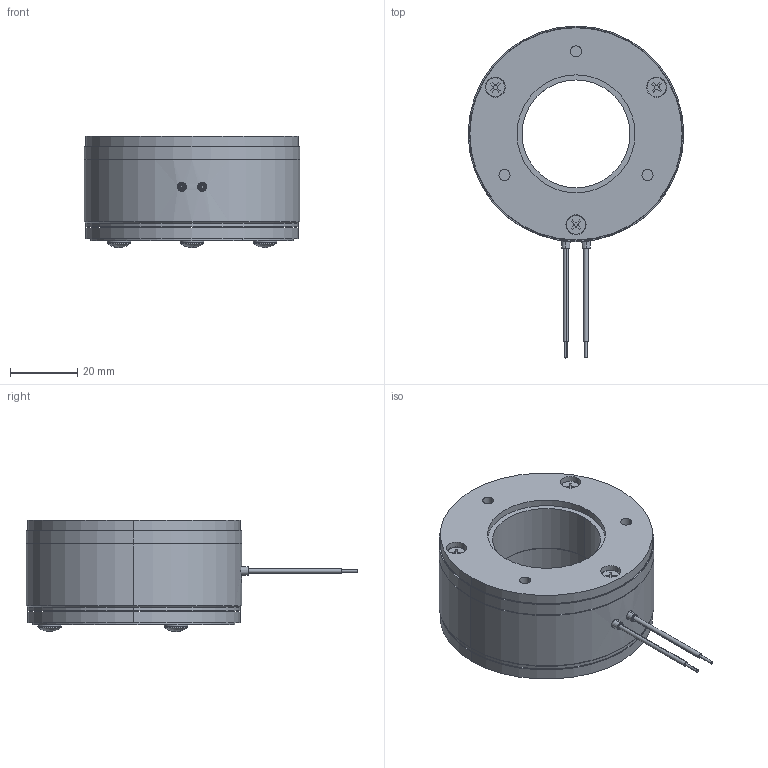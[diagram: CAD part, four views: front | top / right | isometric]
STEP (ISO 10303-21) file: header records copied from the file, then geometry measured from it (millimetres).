
FILE_DESCRIPTION (( 'STEP AP214' ), '1' );
FILE_NAME ('dr_bk_06P1-310_mu.STEP', '2024-05-27T07:27:17', ( '' ), ( '' ), 'SwSTEP 2.0', 'SolidWorks 2022', '' );
FILE_SCHEMA (( 'AUTOMOTIVE_DESIGN' ));
Length unit declared in the file: millimetre
Products named in the file (7): 10069020_000; 10068788_000; 10068789_000_Einbaulänge 2,55mm; 10068968_000; 10069022_000; dr_bk_06P1-310_mu; 10069021_000
Assembly tree (10 placements, depth 3):
  dr_bk_06P1-310_mu
    10068968_000
    10069020_000
      10069022_000
      10069021_000
      10068788_000  x3
      10068789_000_Einbaulänge 2,55mm  x3
Bounding box: 64 x 98.5 x 33 mm (x, y, z)
Volume: 70373.1 mm3; surface area: 22789.5 mm2
Topology: 11 solids, 11 shells, 278 faces, 630 edges, 392 vertices
Faces by surface type: cylinder 122, plane 72, cone 62, torus 16, sphere 6
Entity records: 8941 total; most frequent: CARTESIAN_POINT 1430, DIRECTION 1248, ORIENTED_EDGE 1048, EDGE_CURVE 524, AXIS2_PLACEMENT_3D 498, VERTEX_POINT 332, EDGE_LOOP 282, CIRCLE 256
